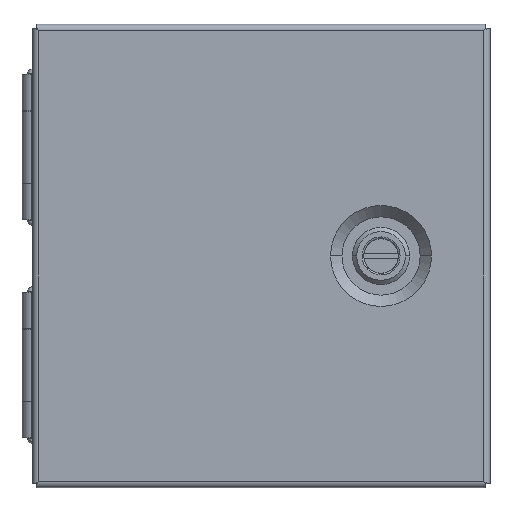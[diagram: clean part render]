
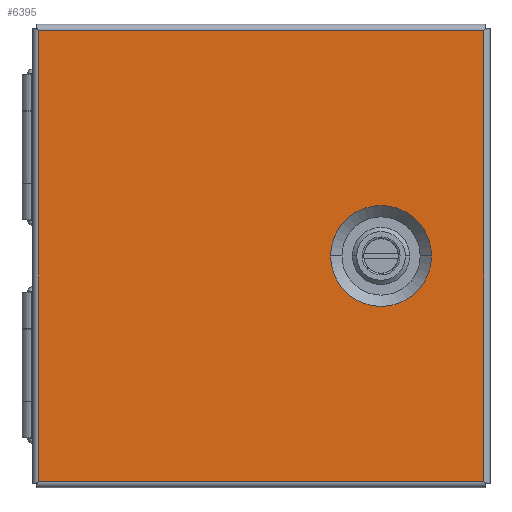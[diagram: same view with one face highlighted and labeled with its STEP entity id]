
A CAD part, top view. The second image highlights one B-rep face of the part: STEP entity #6395.
In plain terms, the highlighted planar face has unit normal (0, 0, 1).
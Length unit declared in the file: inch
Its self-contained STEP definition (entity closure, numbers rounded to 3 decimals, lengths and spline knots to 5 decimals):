
#500 = VERTEX_POINT ( 'NONE', #3081 ) ;
#1194 = DIRECTION ( 'NONE',  ( 1., 0., 0. ) ) ;
#1293 = CARTESIAN_POINT ( 'NONE',  ( 3.0425, -3.1035, 4.118 ) ) ;
#1348 = FACE_BOUND ( 'NONE', #2025, .T. ) ;
#1668 = VECTOR ( 'NONE', #2284, 39.37008 ) ;
#2025 = EDGE_LOOP ( 'NONE', ( #10453, #15212 ) ) ;
#2026 = VECTOR ( 'NONE', #14403, 39.37008 ) ;
#2055 = DIRECTION ( 'NONE',  ( 0., 0., -1. ) ) ;
#2094 = ORIENTED_EDGE ( 'NONE', *, *, #11875, .T. ) ;
#2284 = DIRECTION ( 'NONE',  ( 0., -1., 0. ) ) ;
#2836 = DIRECTION ( 'NONE',  ( 1., 0., 0. ) ) ;
#2900 = AXIS2_PLACEMENT_3D ( 'NONE', #3997, #10083, #1194 ) ;
#2981 = DIRECTION ( 'NONE',  ( 1., 0., 0. ) ) ;
#3081 = CARTESIAN_POINT ( 'NONE',  ( -3.0855, 3.1045, 4.118 ) ) ;
#3123 = CARTESIAN_POINT ( 'NONE',  ( 3.0425, -3.1035, 4.118 ) ) ;
#3609 = ORIENTED_EDGE ( 'NONE', *, *, #16158, .T. ) ;
#3875 = CARTESIAN_POINT ( 'NONE',  ( -3.0855, -3.1035, 4.118 ) ) ;
#3997 = CARTESIAN_POINT ( 'NONE',  ( 1.6285, 0.0005, 4.118 ) ) ;
#4183 = CIRCLE ( 'NONE', #2900, 0.69489 ) ;
#4974 = VECTOR ( 'NONE', #2981, 39.37008 ) ;
#5025 = LINE ( 'NONE', #11209, #2026 ) ;
#5937 = DIRECTION ( 'NONE',  ( 0., 0., 1. ) ) ;
#6395 = ADVANCED_FACE ( 'NONE', ( #1348, #10131 ), #13237, .T. ) ;
#6458 = CIRCLE ( 'NONE', #16013, 0.69489 ) ;
#7061 = LINE ( 'NONE', #3875, #1668 ) ;
#7068 = ORIENTED_EDGE ( 'NONE', *, *, #16801, .T. ) ;
#7282 = LINE ( 'NONE', #1293, #13575 ) ;
#7975 = VERTEX_POINT ( 'NONE', #10165 ) ;
#8971 = CARTESIAN_POINT ( 'NONE',  ( 3.0425, -3.1035, 4.118 ) ) ;
#9162 = ORIENTED_EDGE ( 'NONE', *, *, #19448, .T. ) ;
#9235 = DIRECTION ( 'NONE',  ( 1., 0., 0. ) ) ;
#9894 = EDGE_CURVE ( 'NONE', #12358, #7975, #6458, .T. ) ;
#10083 = DIRECTION ( 'NONE',  ( 0., 0., -1. ) ) ;
#10131 = FACE_OUTER_BOUND ( 'NONE', #14647, .T. ) ;
#10165 = CARTESIAN_POINT ( 'NONE',  ( 0.93361, 0.0005, 4.118 ) ) ;
#10302 = EDGE_CURVE ( 'NONE', #7975, #12358, #4183, .T. ) ;
#10321 = VERTEX_POINT ( 'NONE', #17564 ) ;
#10453 = ORIENTED_EDGE ( 'NONE', *, *, #9894, .T. ) ;
#10740 = CARTESIAN_POINT ( 'NONE',  ( 3.0425, 3.1045, 4.118 ) ) ;
#11209 = CARTESIAN_POINT ( 'NONE',  ( 3.0425, 3.1045, 4.118 ) ) ;
#11875 = EDGE_CURVE ( 'NONE', #10321, #18175, #13564, .T. ) ;
#11934 = CARTESIAN_POINT ( 'NONE',  ( 3.0425, -3.1035, 4.118 ) ) ;
#12358 = VERTEX_POINT ( 'NONE', #13337 ) ;
#12433 = CARTESIAN_POINT ( 'NONE',  ( 1.6285, 0.0005, 4.118 ) ) ;
#13237 = PLANE ( 'NONE',  #18908 ) ;
#13337 = CARTESIAN_POINT ( 'NONE',  ( 2.32339, 0.0005, 4.118 ) ) ;
#13564 = LINE ( 'NONE', #8971, #4974 ) ;
#13575 = VECTOR ( 'NONE', #18172, 39.37008 ) ;
#14403 = DIRECTION ( 'NONE',  ( -1., 0., 0. ) ) ;
#14647 = EDGE_LOOP ( 'NONE', ( #7068, #3609, #2094, #9162 ) ) ;
#15212 = ORIENTED_EDGE ( 'NONE', *, *, #10302, .T. ) ;
#16013 = AXIS2_PLACEMENT_3D ( 'NONE', #12433, #2055, #9235 ) ;
#16158 = EDGE_CURVE ( 'NONE', #500, #10321, #7061, .T. ) ;
#16391 = VERTEX_POINT ( 'NONE', #10740 ) ;
#16801 = EDGE_CURVE ( 'NONE', #16391, #500, #5025, .T. ) ;
#17564 = CARTESIAN_POINT ( 'NONE',  ( -3.0855, -3.1035, 4.118 ) ) ;
#18172 = DIRECTION ( 'NONE',  ( 0., 1., 0. ) ) ;
#18175 = VERTEX_POINT ( 'NONE', #3123 ) ;
#18908 = AXIS2_PLACEMENT_3D ( 'NONE', #11934, #5937, #2836 ) ;
#19448 = EDGE_CURVE ( 'NONE', #18175, #16391, #7282, .T. ) ;
